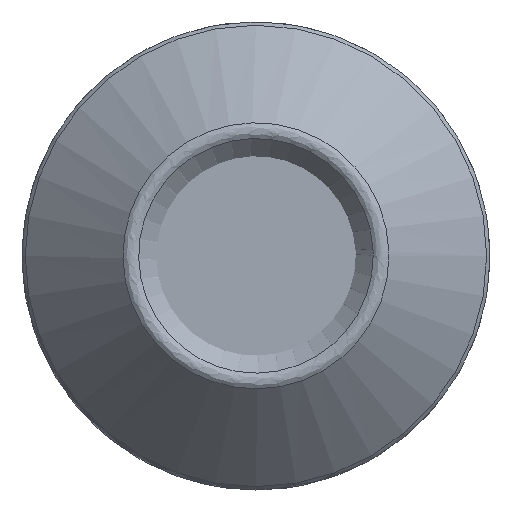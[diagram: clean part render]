
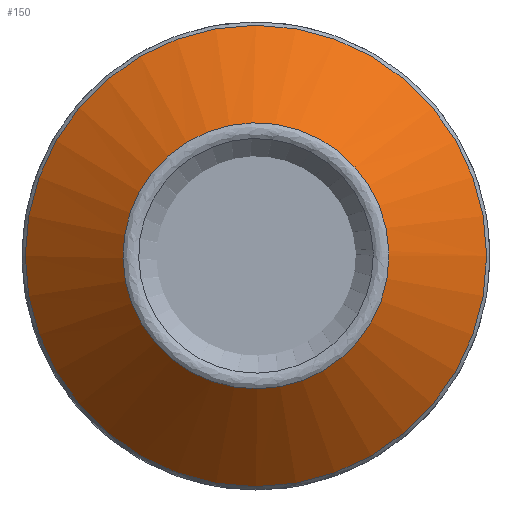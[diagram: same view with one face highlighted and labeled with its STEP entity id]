
A CAD part, top view. The second image highlights one B-rep face of the part: STEP entity #150.
In plain terms, the highlighted face is a revolution surface.
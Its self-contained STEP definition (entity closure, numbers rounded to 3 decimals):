
#105=SURFACE_OF_REVOLUTION('',#162,#113);
#113=AXIS1_PLACEMENT('',#716,#460);
#150=ADVANCED_FACE('',(#196,#197),#105,.F.);
#162=LINE('',#715,#170);
#170=VECTOR('',#459,9.9);
#196=FACE_BOUND('',#232,.T.);
#197=FACE_BOUND('',#233,.T.);
#232=EDGE_LOOP('',(#276));
#233=EDGE_LOOP('',(#277));
#276=ORIENTED_EDGE('',*,*,#323,.T.);
#277=ORIENTED_EDGE('',*,*,#324,.F.);
#301=VERTEX_POINT('',#704);
#302=VERTEX_POINT('',#714);
#323=EDGE_CURVE('',#301,#301,#339,.T.);
#324=EDGE_CURVE('',#302,#302,#340,.T.);
#339=CIRCLE('',#390,16.518);
#340=CIRCLE('',#391,9.525);
#390=AXIS2_PLACEMENT_3D('',#703,#454,#455);
#391=AXIS2_PLACEMENT_3D('',#713,#457,#458);
#454=DIRECTION('',(0.,0.,1.));
#455=DIRECTION('',(1.,0.,0.));
#457=DIRECTION('',(0.,0.,1.));
#458=DIRECTION('',(1.,0.,0.));
#459=DIRECTION('',(0.708,0.,-0.706));
#460=DIRECTION('',(0.,0.,1.));
#703=CARTESIAN_POINT('',(0.,0.,-6.993));
#704=CARTESIAN_POINT('',(16.518,0.,-6.993));
#713=CARTESIAN_POINT('',(0.,0.,0.));
#714=CARTESIAN_POINT('',(9.525,0.,0.));
#715=CARTESIAN_POINT('',(9.489,0.83,0.));
#716=CARTESIAN_POINT('',(0.,0.,0.));
